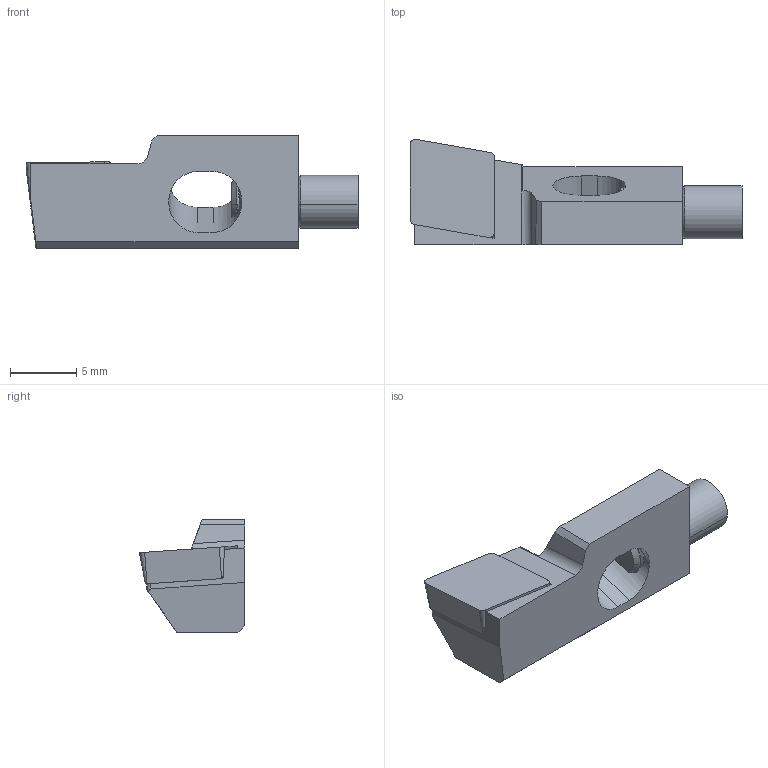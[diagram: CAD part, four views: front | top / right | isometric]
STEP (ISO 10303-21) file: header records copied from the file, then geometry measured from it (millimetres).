
FILE_DESCRIPTION (( 'STEP AP214' ), '1' );
FILE_NAME ('SCFCL-06CA-06-LIGHT.STP', '2023-11-07T08:53:29', ( '' ), ( '' ), 'SwSTEP 2.0', 'SolidWorks 2018', '' );
FILE_SCHEMA (( 'AUTOMOTIVE_DESIGN' ));
Length unit declared in the file: millimetre
Products named in the file (1): SCFCL-06CA-06-LIGHT
Bounding box: 25 x 7.92 x 8.5 mm (x, y, z)
Volume: 763.1 mm3; surface area: 818 mm2
Topology: 2 solids, 2 shells, 52 faces, 136 edges, 90 vertices
Faces by surface type: plane 27, cone 10, cylinder 8, bspline 7
Entity records: 4415 total; most frequent: CARTESIAN_POINT 2651, ORIENTED_EDGE 272, DIRECTION 213, EDGE_CURVE 136, VERTEX_POINT 90, VECTOR 77, LINE 77, AXIS2_PLACEMENT_3D 68
